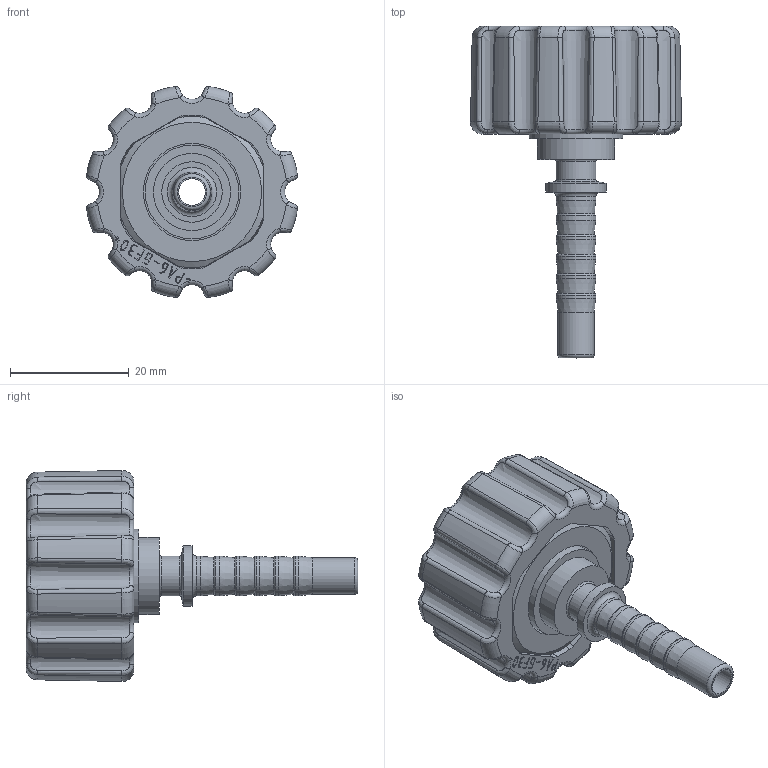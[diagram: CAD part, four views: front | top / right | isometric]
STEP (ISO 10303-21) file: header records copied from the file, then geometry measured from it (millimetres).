
FILE_DESCRIPTION(/* description */ ('Unknown'),/* implementation_level */ '2;1');
FILE_NAME(/* name */ '100001942_31920',/* time_stamp */ '2018-11-13T09:01:40+01:00',/* author */ ('Unknown'),/* organization */ ('Unknown'),/* preprocessor_version */ 'ST-DEVELOPER v16.7',/* originating_system */ 'DEX',/* authorisation */ $);
FILE_SCHEMA (('AUTOMOTIVE_DESIGN {1 0 10303 214 3 1 1}'));
Length unit declared in the file: millimetre
Products named in the file (1): Part16
Bounding box: 35.63 x 56 x 35.63 mm (x, y, z)
Volume: 14410.9 mm3; surface area: 10204.9 mm2
Topology: 1 solids, 1 shells, 600 faces, 1497 edges, 949 vertices
Faces by surface type: bspline 237, plane 217, torus 60, cylinder 44, cone 42
Full cylindrical faces by diameter (mm): 4.5 x1, 6.2 x1, 6.7 x7, 10.2 x1, 10.3 x1, 13 x1, 14 x2, 15.8 x1, 16.4 x1, 19 x1, 20.376 x1, 24 x1, 24.2 x1
Entity records: 25700 total; most frequent: CARTESIAN_POINT 8997, ORIENTED_EDGE 2858, DIRECTION 1991, EDGE_CURVE 1429, VERTEX_POINT 936, EDGE_LOOP 719, FACE_BOUND 719, AXIS2_PLACEMENT_3D 688
